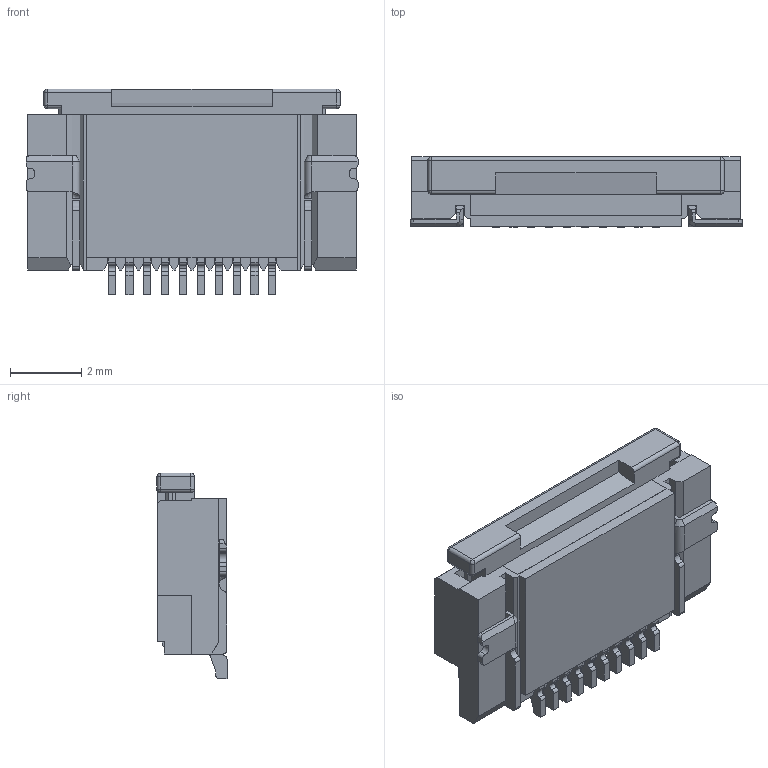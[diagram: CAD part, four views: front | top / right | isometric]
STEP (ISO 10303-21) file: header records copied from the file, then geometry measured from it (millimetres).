
FILE_DESCRIPTION (( 'STEP AP203' ), '1' );
FILE_NAME ('CF3110xD0x0-05-NH.STEP', '2018-06-26T08:30:38', ( '' ), ( '' ), 'SwSTEP 2.0', 'SolidWorks 2017', '' );
FILE_SCHEMA (( 'CONFIG_CONTROL_DESIGN' ));
Length unit declared in the file: millimetre
Products named in the file (1): CF3110xD0x0-05-NH
Bounding box: 9.3 x 1.96 x 5.77 mm (x, y, z)
Volume: 71.3 mm3; surface area: 440 mm2
Topology: 15 solids, 15 shells, 1310 faces, 3818 edges, 2498 vertices
Faces by surface type: plane 783, cylinder 495, bspline 30, cone 2
Entity records: 43985 total; most frequent: CARTESIAN_POINT 8553, ORIENTED_EDGE 7636, DIRECTION 7316, EDGE_CURVE 3818, LINE 2778, VECTOR 2778, VERTEX_POINT 2498, AXIS2_PLACEMENT_3D 2269
